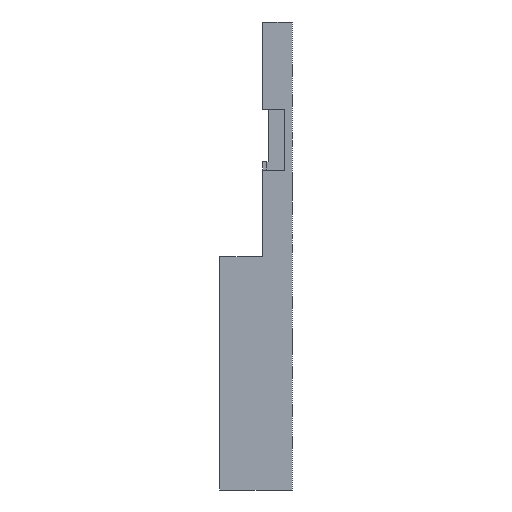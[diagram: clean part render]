
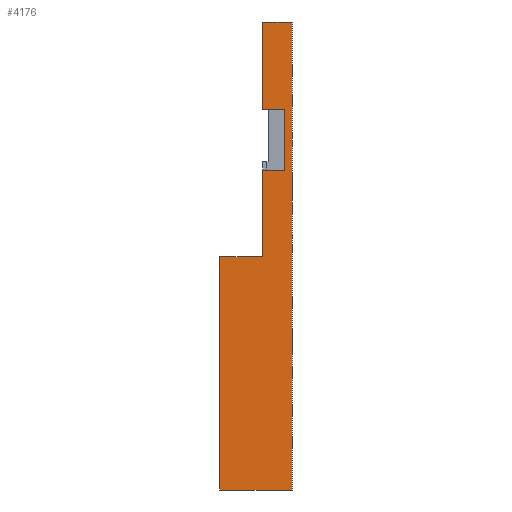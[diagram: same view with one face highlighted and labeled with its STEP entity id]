
A CAD part, left-side view. The second image highlights one B-rep face of the part: STEP entity #4176.
In plain terms, the highlighted planar face has unit normal (-1, 0, 0).
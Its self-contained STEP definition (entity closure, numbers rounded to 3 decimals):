
#1574=CARTESIAN_POINT('Vertex',(-48.,1.93,-30.5)) ;
#1581=CARTESIAN_POINT('Vertex',(-48.,13.09,-30.5)) ;
#1584=CARTESIAN_POINT('Line Origine',(-48.,7.51,-30.5)) ;
#2532=CARTESIAN_POINT('Vertex',(-48.,1.93,30.5)) ;
#2553=CARTESIAN_POINT('Vertex',(-48.,1.93,28.5)) ;
#2556=CARTESIAN_POINT('Line Origine',(-48.,1.93,29.5)) ;
#3322=CARTESIAN_POINT('Vertex',(-48.,-5.8,-91.)) ;
#3325=CARTESIAN_POINT('Line Origine',(-48.,3.645,-91.)) ;
#3329=CARTESIAN_POINT('Vertex',(-48.,13.09,-91.)) ;
#3396=CARTESIAN_POINT('Line Origine',(-48.,-1.935,30.5)) ;
#3400=CARTESIAN_POINT('Vertex',(-48.,-5.8,30.5)) ;
#4122=CARTESIAN_POINT('Axis2P3D Location',(-48.,0.,0.)) ;
#4128=CARTESIAN_POINT('Control Point',(-48.,1.93,7.9)) ;
#4129=CARTESIAN_POINT('Control Point',(-48.,1.93,28.5)) ;
#4130=CARTESIAN_POINT('Vertex',(-48.,1.93,7.9)) ;
#4134=CARTESIAN_POINT('Control Point',(-48.,-3.8,7.9)) ;
#4135=CARTESIAN_POINT('Control Point',(-48.,1.93,7.9)) ;
#4136=CARTESIAN_POINT('Vertex',(-48.,-3.8,7.9)) ;
#4140=CARTESIAN_POINT('Control Point',(-48.,-3.8,-8.05)) ;
#4141=CARTESIAN_POINT('Control Point',(-48.,-3.8,7.9)) ;
#4142=CARTESIAN_POINT('Vertex',(-48.,-3.8,-8.05)) ;
#4146=CARTESIAN_POINT('Control Point',(-48.,1.93,-8.05)) ;
#4147=CARTESIAN_POINT('Control Point',(-48.,-3.8,-8.05)) ;
#4148=CARTESIAN_POINT('Vertex',(-48.,1.93,-8.05)) ;
#4152=CARTESIAN_POINT('Control Point',(-48.,1.93,-30.5)) ;
#4153=CARTESIAN_POINT('Control Point',(-48.,1.93,-8.05)) ;
#4156=CARTESIAN_POINT('Control Point',(-48.,13.09,-91.)) ;
#4157=CARTESIAN_POINT('Control Point',(-48.,13.09,-30.5)) ;
#4160=CARTESIAN_POINT('Control Point',(-48.,-5.8,30.5)) ;
#4161=CARTESIAN_POINT('Control Point',(-48.,-5.8,-91.)) ;
#1585=DIRECTION('Vector Direction',(0.,-1.,0.)) ;
#2557=DIRECTION('Vector Direction',(0.,0.,1.)) ;
#3326=DIRECTION('Vector Direction',(0.,1.,0.)) ;
#3397=DIRECTION('Vector Direction',(0.,-1.,0.)) ;
#4123=DIRECTION('Axis2P3D Direction',(-1.,0.,0.)) ;
#4124=DIRECTION('Axis2P3D XDirection',(0.,-1.,0.)) ;
#4125=AXIS2_PLACEMENT_3D('Plane Axis2P3D',#4122,#4123,#4124) ;
#4164=ORIENTED_EDGE('',*,*,#3402,.T.) ;
#4165=ORIENTED_EDGE('',*,*,#2560,.T.) ;
#4166=ORIENTED_EDGE('',*,*,#4132,.T.) ;
#4167=ORIENTED_EDGE('',*,*,#4138,.T.) ;
#4168=ORIENTED_EDGE('',*,*,#4144,.T.) ;
#4169=ORIENTED_EDGE('',*,*,#4150,.T.) ;
#4170=ORIENTED_EDGE('',*,*,#4154,.T.) ;
#4171=ORIENTED_EDGE('',*,*,#1588,.T.) ;
#4172=ORIENTED_EDGE('',*,*,#4158,.T.) ;
#4173=ORIENTED_EDGE('',*,*,#3331,.T.) ;
#4174=ORIENTED_EDGE('',*,*,#4162,.T.) ;
#1586=VECTOR('Line Direction',#1585,1.) ;
#2558=VECTOR('Line Direction',#2557,1.) ;
#3327=VECTOR('Line Direction',#3326,1.) ;
#3398=VECTOR('Line Direction',#3397,1.) ;
#4176=ADVANCED_FACE('Corps principal',(#4175),#4126,.T.) ;
#4127=B_SPLINE_CURVE_WITH_KNOTS('',1,(#4128,#4129),.UNSPECIFIED.,.F.,.U.,(2,2),(0.,20.6),.UNSPECIFIED.) ;
#4133=B_SPLINE_CURVE_WITH_KNOTS('',1,(#4134,#4135),.UNSPECIFIED.,.F.,.U.,(2,2),(0.,5.73),.UNSPECIFIED.) ;
#4139=B_SPLINE_CURVE_WITH_KNOTS('',1,(#4140,#4141),.UNSPECIFIED.,.F.,.U.,(2,2),(0.,15.95),.UNSPECIFIED.) ;
#4145=B_SPLINE_CURVE_WITH_KNOTS('',1,(#4146,#4147),.UNSPECIFIED.,.F.,.U.,(2,2),(0.,5.73),.UNSPECIFIED.) ;
#4151=B_SPLINE_CURVE_WITH_KNOTS('',1,(#4152,#4153),.UNSPECIFIED.,.F.,.U.,(2,2),(0.,22.45),.UNSPECIFIED.) ;
#4155=B_SPLINE_CURVE_WITH_KNOTS('',1,(#4156,#4157),.UNSPECIFIED.,.F.,.U.,(2,2),(0.,60.5),.UNSPECIFIED.) ;
#4159=B_SPLINE_CURVE_WITH_KNOTS('',1,(#4160,#4161),.UNSPECIFIED.,.F.,.U.,(2,2),(0.,121.5),.UNSPECIFIED.) ;
#1588=EDGE_CURVE('',#1575,#1582,#1587,.F.) ;
#2560=EDGE_CURVE('',#2533,#2554,#2559,.F.) ;
#3331=EDGE_CURVE('',#3330,#3323,#3328,.F.) ;
#3402=EDGE_CURVE('',#3401,#2533,#3399,.F.) ;
#4132=EDGE_CURVE('',#2554,#4131,#4127,.F.) ;
#4138=EDGE_CURVE('',#4131,#4137,#4133,.F.) ;
#4144=EDGE_CURVE('',#4137,#4143,#4139,.F.) ;
#4150=EDGE_CURVE('',#4143,#4149,#4145,.F.) ;
#4154=EDGE_CURVE('',#4149,#1575,#4151,.F.) ;
#4158=EDGE_CURVE('',#1582,#3330,#4155,.F.) ;
#4162=EDGE_CURVE('',#3323,#3401,#4159,.F.) ;
#4163=EDGE_LOOP('',(#4164,#4165,#4166,#4167,#4168,#4169,#4170,#4171,#4172,#4173,#4174)) ;
#4175=FACE_OUTER_BOUND('',#4163,.T.) ;
#1587=LINE('Line',#1584,#1586) ;
#2559=LINE('Line',#2556,#2558) ;
#3328=LINE('Line',#3325,#3327) ;
#3399=LINE('Line',#3396,#3398) ;
#4126=PLANE('',#4125) ;
#1575=VERTEX_POINT('',#1574) ;
#1582=VERTEX_POINT('',#1581) ;
#2533=VERTEX_POINT('',#2532) ;
#2554=VERTEX_POINT('',#2553) ;
#3323=VERTEX_POINT('',#3322) ;
#3330=VERTEX_POINT('',#3329) ;
#3401=VERTEX_POINT('',#3400) ;
#4131=VERTEX_POINT('',#4130) ;
#4137=VERTEX_POINT('',#4136) ;
#4143=VERTEX_POINT('',#4142) ;
#4149=VERTEX_POINT('',#4148) ;
